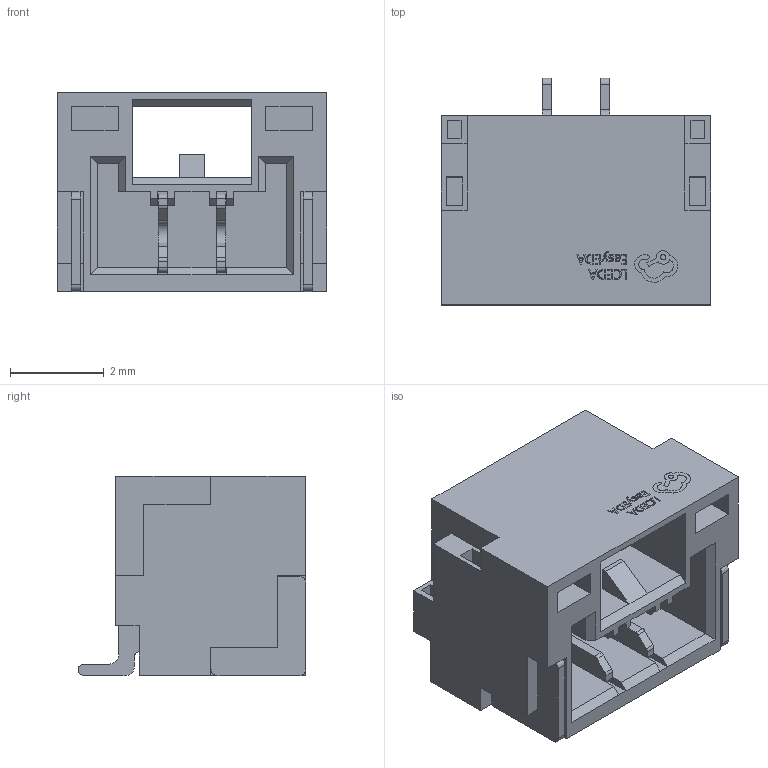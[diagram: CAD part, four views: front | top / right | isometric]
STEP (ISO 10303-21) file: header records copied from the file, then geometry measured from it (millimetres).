
FILE_DESCRIPTION (( 'STEP AP214' ), '1' );
FILE_NAME ('CONN-SMD_GH1.25-WS-2P.step', '2022-08-08T02:44:05', ( '' ), ( '' ), 'SwSTEP 2.0', 'SolidWorks 2020', '' );
FILE_SCHEMA (( 'AUTOMOTIVE_DESIGN' ));
Length unit declared in the file: millimetre
Products named in the file (1): CONN-SMD_GH1.25-WS-2P
Bounding box: 5.75 x 4.86 x 4.26 mm (x, y, z)
Volume: 53.5 mm3; surface area: 264.1 mm2
Topology: 14 solids, 14 shells, 507 faces, 1361 edges, 902 vertices
Faces by surface type: plane 363, bspline 112, cylinder 32
Entity records: 22619 total; most frequent: CARTESIAN_POINT 4875, ORIENTED_EDGE 2722, DIRECTION 1989, EDGE_CURVE 1361, VECTOR 1069, LINE 1069, VERTEX_POINT 902, EDGE_LOOP 541
